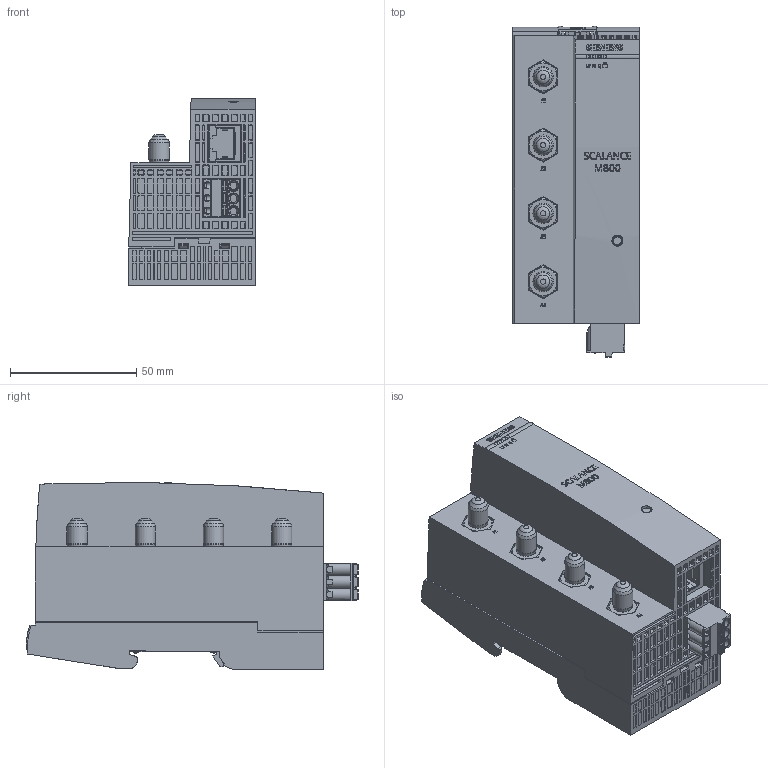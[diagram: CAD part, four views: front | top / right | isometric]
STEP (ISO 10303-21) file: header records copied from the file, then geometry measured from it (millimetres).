
FILE_DESCRIPTION(/* description */ (''),/* implementation_level */ '2;1');
FILE_NAME(/* name */ '6GK5852-1EA10-1AA1_3d.stp',/* time_stamp */ '2024-11-08T14:49:21+01:00',/* author */ (''),/* organization */ (''),/* preprocessor_version */ 'ST-DEVELOPER v18.102',/* originating_system */ 'SIEMENS PLM Software NX 2023',/* authorisation */ '');
FILE_SCHEMA (('AUTOMOTIVE_DESIGN { 1 0 10303 214 3 1 1 1 }'));
Products named in the file (6): Adapter; Terminal_Block; Covers; Labeling; Body; 6GK5852-1EA10-1AA1_Simplfy
Assembly tree (5 placements, depth 2):
  6GK5852-1EA10-1AA1_Simplfy
    Body
    Labeling
    Covers
    Terminal_Block
    Adapter
Bounding box: 50.05 x 131.34 x 73.95 mm (x, y, z)
Volume: 312970 mm3; surface area: 59034.7 mm2
Topology: 7 solids, 64 shells, 3517 faces, 9974 edges, 6745 vertices
Faces by surface type: plane 2257, cylinder 987, bspline 163, cone 76, torus 26, sphere 6, extrusion 2
Full cylindrical faces by diameter (mm): 0.4 x1, 0.457 x1, 0.48 x1, 0.6 x2, 0.8 x5, 0.85 x2, 1.28 x4, 1.4 x3, 2.8 x2, 3.5 x1, 4 x3, 4.1 x4, 4.62 x4, 5.4 x8, 5.6 x1, 6.24 x4, 6.3 x4, 8 x4
Entity records: 147317 total; most frequent: CARTESIAN_POINT 32397, ORIENTED_EDGE 19003, DIRECTION 17547, EDGE_CURVE 9740, VERTEX_POINT 6657, VECTOR 6641, LINE 6639, AXIS2_PLACEMENT_3D 5453
